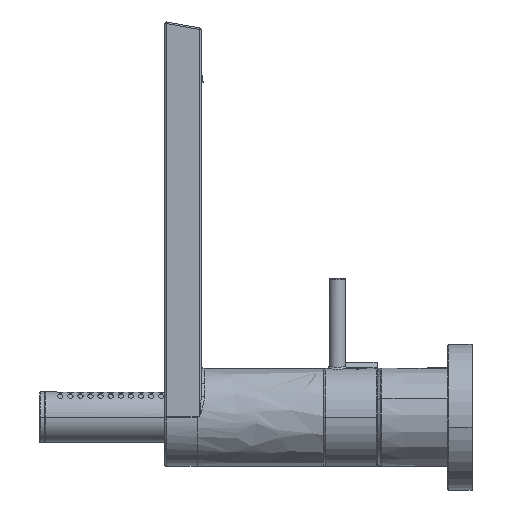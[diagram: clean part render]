
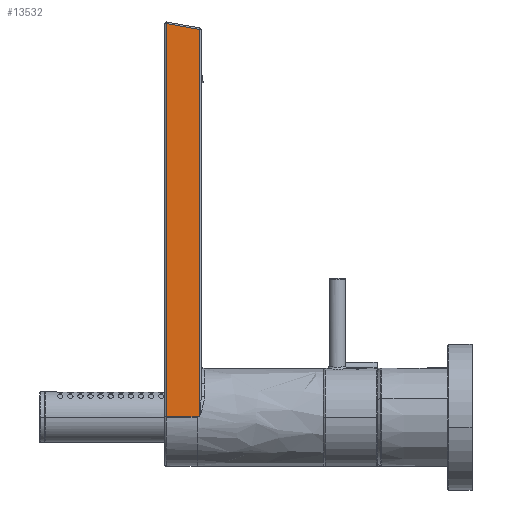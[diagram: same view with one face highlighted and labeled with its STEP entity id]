
A CAD part, left-side view. The second image highlights one B-rep face of the part: STEP entity #13532.
In plain terms, the highlighted planar face has unit normal (-1, 0, 0.007).
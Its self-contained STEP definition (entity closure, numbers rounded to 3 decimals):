
#219 = LINE ( 'NONE', #15592, #16907 ) ;
#241 = DIRECTION ( 'NONE',  ( -0.001, -0.985, -0.174 ) ) ;
#710 = CARTESIAN_POINT ( 'NONE',  ( 553.016, 910.385, 1264.935 ) ) ;
#761 = CARTESIAN_POINT ( 'NONE',  ( 555.123, 925.585, 1570.333 ) ) ;
#1458 = LINE ( 'NONE', #16505, #5045 ) ;
#1510 = EDGE_CURVE ( 'NONE', #11462, #4815, #15888, .T. ) ;
#1525 = VECTOR ( 'NONE', #11892, 1000. ) ;
#1777 = EDGE_CURVE ( 'NONE', #11911, #16594, #12023, .T. ) ;
#1863 = VECTOR ( 'NONE', #241, 1000. ) ;
#3636 = CARTESIAN_POINT ( 'NONE',  ( 553.015, 910.385, 1264.834 ) ) ;
#3645 = LINE ( 'NONE', #761, #9322 ) ;
#3820 = ORIENTED_EDGE ( 'NONE', *, *, #4493, .F. ) ;
#4198 = ORIENTED_EDGE ( 'NONE', *, *, #6049, .F. ) ;
#4493 = EDGE_CURVE ( 'NONE', #14070, #11911, #8429, .T. ) ;
#4815 = VERTEX_POINT ( 'NONE', #9799 ) ;
#4987 = CARTESIAN_POINT ( 'NONE',  ( 553.015, 910.385, 1264.859 ) ) ;
#5045 = VECTOR ( 'NONE', #8403, 1000. ) ;
#5256 = CARTESIAN_POINT ( 'NONE',  ( 553.016, 910.395, 1264.935 ) ) ;
#5859 = VERTEX_POINT ( 'NONE', #6560 ) ;
#6049 = EDGE_CURVE ( 'NONE', #16594, #10768, #1458, .T. ) ;
#6179 = ORIENTED_EDGE ( 'NONE', *, *, #1777, .F. ) ;
#6251 = CARTESIAN_POINT ( 'NONE',  ( 554.338, 909.185, 1456.552 ) ) ;
#6560 = CARTESIAN_POINT ( 'NONE',  ( 554.358, 925.585, 1459.443 ) ) ;
#6591 = CARTESIAN_POINT ( 'NONE',  ( 553.015, 910.42, 1264.809 ) ) ;
#6838 = CARTESIAN_POINT ( 'NONE',  ( 554.358, 925.585, 1459.443 ) ) ;
#7627 = CARTESIAN_POINT ( 'NONE',  ( 553.015, 910.385, 1264.884 ) ) ;
#8083 = CARTESIAN_POINT ( 'NONE',  ( 553.016, 910.385, 1264.935 ) ) ;
#8403 = DIRECTION ( 'NONE',  ( 0., 1., 0. ) ) ;
#8412 = AXIS2_PLACEMENT_3D ( 'NONE', #15371, #16723, #12837 ) ;
#8429 = B_SPLINE_CURVE_WITH_KNOTS ( 'NONE', 5,
 ( #15679, #3636, #4987, #7627, #17025, #14321 ),
 .UNSPECIFIED., .F., .F.,
 ( 6, 6 ),
 ( 0., 1. ),
 .UNSPECIFIED. ) ;
#8601 = LINE ( 'NONE', #6838, #1863 ) ;
#9322 = VECTOR ( 'NONE', #10045, 1000. ) ;
#9374 = ORIENTED_EDGE ( 'NONE', *, *, #14314, .F. ) ;
#9440 = CARTESIAN_POINT ( 'NONE',  ( 553.016, 910.416, 1264.874 ) ) ;
#9799 = CARTESIAN_POINT ( 'NONE',  ( 553.015, 909.185, 1264.809 ) ) ;
#9815 = PLANE ( 'NONE',  #8412 ) ;
#9832 = CARTESIAN_POINT ( 'NONE',  ( 553.015, 925.585, 1264.809 ) ) ;
#9903 = ORIENTED_EDGE ( 'NONE', *, *, #13540, .T. ) ;
#10045 = DIRECTION ( 'NONE',  ( 0.007, 0., 1. ) ) ;
#10360 = EDGE_CURVE ( 'NONE', #5859, #11462, #8601, .T. ) ;
#10753 = CARTESIAN_POINT ( 'NONE',  ( 553.015, 910.385, 1264.809 ) ) ;
#10768 = VERTEX_POINT ( 'NONE', #9832 ) ;
#10817 = CARTESIAN_POINT ( 'NONE',  ( 553.015, 910.42, 1264.844 ) ) ;
#11462 = VERTEX_POINT ( 'NONE', #6251 ) ;
#11464 = FACE_OUTER_BOUND ( 'NONE', #15155, .T. ) ;
#11892 = DIRECTION ( 'NONE',  ( -0.007, 0., -1. ) ) ;
#11911 = VERTEX_POINT ( 'NONE', #710 ) ;
#12023 = B_SPLINE_CURVE_WITH_KNOTS ( 'NONE', 3,
 ( #8083, #5256, #17534, #9440, #10817, #6591 ),
 .UNSPECIFIED., .F., .F.,
 ( 4, 2, 4 ),
 ( 0., 0.5, 1. ),
 .UNSPECIFIED. ) ;
#12837 = DIRECTION ( 'NONE',  ( -0.007, 0., -1. ) ) ;
#13532 = ADVANCED_FACE ( 'NONE', ( #11464 ), #9815, .F. ) ;
#13540 = EDGE_CURVE ( 'NONE', #14070, #4815, #219, .T. ) ;
#13837 = ORIENTED_EDGE ( 'NONE', *, *, #1510, .F. ) ;
#14070 = VERTEX_POINT ( 'NONE', #10753 ) ;
#14314 = EDGE_CURVE ( 'NONE', #10768, #5859, #3645, .T. ) ;
#14321 = CARTESIAN_POINT ( 'NONE',  ( 553.016, 910.385, 1264.935 ) ) ;
#15155 = EDGE_LOOP ( 'NONE', ( #3820, #9903, #13837, #17089, #9374, #4198, #6179 ) ) ;
#15371 = CARTESIAN_POINT ( 'NONE',  ( 554.365, 926.385, 1460.391 ) ) ;
#15592 = CARTESIAN_POINT ( 'NONE',  ( 553.015, 846.385, 1264.809 ) ) ;
#15679 = CARTESIAN_POINT ( 'NONE',  ( 553.015, 910.385, 1264.809 ) ) ;
#15888 = LINE ( 'NONE', #16134, #1525 ) ;
#16126 = CARTESIAN_POINT ( 'NONE',  ( 553.015, 910.42, 1264.809 ) ) ;
#16134 = CARTESIAN_POINT ( 'NONE',  ( 554.365, 909.185, 1460.391 ) ) ;
#16505 = CARTESIAN_POINT ( 'NONE',  ( 553.015, 910.42, 1264.809 ) ) ;
#16594 = VERTEX_POINT ( 'NONE', #16126 ) ;
#16723 = DIRECTION ( 'NONE',  ( 1., 0., -0.007 ) ) ;
#16907 = VECTOR ( 'NONE', #16946, 1000. ) ;
#16946 = DIRECTION ( 'NONE',  ( 0., -1., 0. ) ) ;
#17025 = CARTESIAN_POINT ( 'NONE',  ( 553.016, 910.385, 1264.91 ) ) ;
#17089 = ORIENTED_EDGE ( 'NONE', *, *, #10360, .F. ) ;
#17534 = CARTESIAN_POINT ( 'NONE',  ( 553.016, 910.404, 1264.922 ) ) ;
